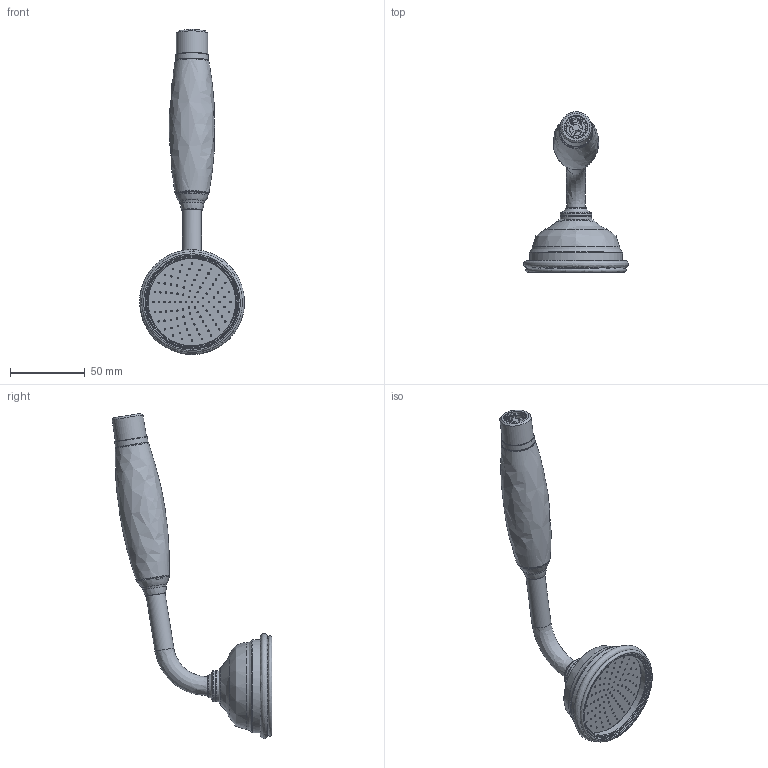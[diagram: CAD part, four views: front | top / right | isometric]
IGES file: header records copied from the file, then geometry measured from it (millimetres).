
Global section: file name: V255W-C-M-W; native system: Autodesk Inventor 2018; preprocessor: unknown; author: adaniels; date: 20190708.095232; units: millimetre
Bounding box: 70.06 x 106.84 x 217.2 mm (x, y, z)
Volume: 127608.1 mm3; surface area: 52834.1 mm2
Topology: 8 solids, 14 shells, 358 faces, 1127 edges, 808 vertices
Faces by surface type: bspline 358
